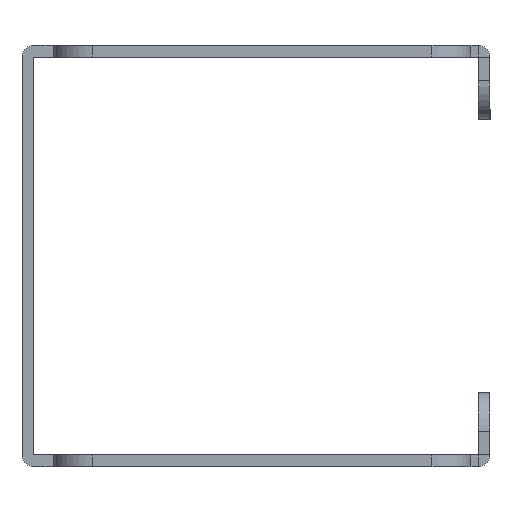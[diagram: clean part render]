
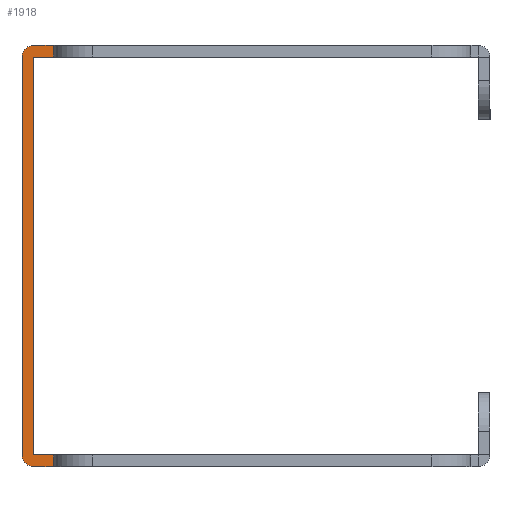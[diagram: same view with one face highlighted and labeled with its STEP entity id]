
A CAD part, left-side view. The second image highlights one B-rep face of the part: STEP entity #1918.
In plain terms, the highlighted planar face has unit normal (-1, 0, 0).
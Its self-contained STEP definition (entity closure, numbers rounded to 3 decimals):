
#62 = EDGE_CURVE ( 'NONE', #7228, #7225, #5979, .T. ) ;
#184 = EDGE_CURVE ( 'NONE', #7318, #7323, #6444, .T. ) ;
#215 = EDGE_CURVE ( 'NONE', #7342, #7340, #6370, .T. ) ;
#240 = EDGE_CURVE ( 'NONE', #7407, #7394, #5921, .T. ) ;
#241 = EDGE_CURVE ( 'NONE', #7318, #7342, #6207, .T. ) ;
#307 = EDGE_CURVE ( 'NONE', #6712, #7323, #1667, .T. ) ;
#309 = EDGE_CURVE ( 'NONE', #7225, #7340, #1653, .T. ) ;
#312 = EDGE_CURVE ( 'NONE', #7392, #6936, #1575, .T. ) ;
#314 = EDGE_CURVE ( 'NONE', #7412, #7228, #1322, .T. ) ;
#374 = EDGE_CURVE ( 'NONE', #6712, #6936, #1240, .T. ) ;
#478 = EDGE_CURVE ( 'NONE', #7394, #7392, #1138, .T. ) ;
#608 = CARTESIAN_POINT ( 'NONE',  ( 9.4, 0., -51. ) ) ;
#623 = DIRECTION ( 'NONE',  ( 0., 0., 1. ) ) ;
#861 = FACE_OUTER_BOUND ( 'NONE', #2641, .T. ) ;
#1138 = LINE ( 'NONE', #4813, #1381 ) ;
#1231 = VECTOR ( 'NONE', #623, 1000. ) ;
#1240 = LINE ( 'NONE', #608, #1231 ) ;
#1322 = CIRCLE ( 'NONE', #4531, 1.501 ) ;
#1381 = VECTOR ( 'NONE', #4812, 1000. ) ;
#1575 = CIRCLE ( 'NONE', #4529, 0.001 ) ;
#1653 = CIRCLE ( 'NONE', #4527, 1.501 ) ;
#1667 = CIRCLE ( 'NONE', #4525, 0.001 ) ;
#1918 = ADVANCED_FACE ( 'NONE', ( #861 ), #3128, .F. ) ;
#2350 = CARTESIAN_POINT ( 'NONE',  ( 9.4, -0.001, 1.5 ) ) ;
#2381 = CARTESIAN_POINT ( 'NONE',  ( 9.4, -2.5, 0. ) ) ;
#2384 = CARTESIAN_POINT ( 'NONE',  ( 9.4, -0.001, 0. ) ) ;
#2388 = CARTESIAN_POINT ( 'NONE',  ( 9.4, -2.5, 1.5 ) ) ;
#2641 = EDGE_LOOP ( 'NONE', ( #6923, #6770, #6788, #6761, #6833, #6842, #6797, #6806, #7067, #7022, #7031, #7049 ) ) ;
#3124 = DIRECTION ( 'NONE',  ( 0., 0., -1. ) ) ;
#3125 = DIRECTION ( 'NONE',  ( 1., 0., 0. ) ) ;
#3128 = PLANE ( 'NONE',  #5845 ) ;
#3131 = CARTESIAN_POINT ( 'NONE',  ( 9.4, -2.5, -55.25 ) ) ;
#3133 = DIRECTION ( 'NONE',  ( 0., 1., 0. ) ) ;
#3137 = CARTESIAN_POINT ( 'NONE',  ( 9.4, 0., 1.5 ) ) ;
#3355 = LINE ( 'NONE', #3137, #3407 ) ;
#3407 = VECTOR ( 'NONE', #3133, 1000. ) ;
#3597 = DIRECTION ( 'NONE',  ( 0., 0., -1. ) ) ;
#3608 = DIRECTION ( 'NONE',  ( -1., 0., 0. ) ) ;
#3611 = CARTESIAN_POINT ( 'NONE',  ( 9.4, -0.001, -0.001 ) ) ;
#3633 = DIRECTION ( 'NONE',  ( 0., 0., -1. ) ) ;
#3635 = DIRECTION ( 'NONE',  ( -1., 0., 0. ) ) ;
#3637 = DIRECTION ( 'NONE',  ( 0., 1., 0. ) ) ;
#3639 = CARTESIAN_POINT ( 'NONE',  ( 9.4, -0.001, -0.001 ) ) ;
#3672 = DIRECTION ( 'NONE',  ( 0., 0., -1. ) ) ;
#3675 = DIRECTION ( 'NONE',  ( -1., 0., 0. ) ) ;
#3678 = CARTESIAN_POINT ( 'NONE',  ( 9.4, -0.001, -50.999 ) ) ;
#3681 = CARTESIAN_POINT ( 'NONE',  ( 9.4, -57., -52.5 ) ) ;
#3700 = DIRECTION ( 'NONE',  ( 0., 0., -1. ) ) ;
#3702 = DIRECTION ( 'NONE',  ( -1., 0., 0. ) ) ;
#3705 = CARTESIAN_POINT ( 'NONE',  ( 9.4, -0.001, -50.999 ) ) ;
#3734 = CARTESIAN_POINT ( 'NONE',  ( 9.4, 1.5, -55.25 ) ) ;
#3740 = DIRECTION ( 'NONE',  ( 0., 0., -1. ) ) ;
#4229 = CARTESIAN_POINT ( 'NONE',  ( 9.4, -57., -51. ) ) ;
#4250 = DIRECTION ( 'NONE',  ( 0., 1., 0. ) ) ;
#4261 = DIRECTION ( 'NONE',  ( 0., 0., -1. ) ) ;
#4264 = CARTESIAN_POINT ( 'NONE',  ( 9.4, -2.5, -55.25 ) ) ;
#4265 = DIRECTION ( 'NONE',  ( 0., 0., -1. ) ) ;
#4282 = CARTESIAN_POINT ( 'NONE',  ( 9.4, -2.5, -55.25 ) ) ;
#4325 = EDGE_CURVE ( 'NONE', #7407, #7412, #3355, .T. ) ;
#4525 = AXIS2_PLACEMENT_3D ( 'NONE', #3705, #3702, #3700 ) ;
#4527 = AXIS2_PLACEMENT_3D ( 'NONE', #3678, #3675, #3672 ) ;
#4529 = AXIS2_PLACEMENT_3D ( 'NONE', #3639, #3635, #3633 ) ;
#4531 = AXIS2_PLACEMENT_3D ( 'NONE', #3611, #3608, #3597 ) ;
#4812 = DIRECTION ( 'NONE',  ( 0., 1., 0. ) ) ;
#4813 = CARTESIAN_POINT ( 'NONE',  ( 9.4, 0., 0. ) ) ;
#5845 = AXIS2_PLACEMENT_3D ( 'NONE', #3131, #3125, #3124 ) ;
#5921 = LINE ( 'NONE', #4282, #5966 ) ;
#5966 = VECTOR ( 'NONE', #4265, 1000. ) ;
#5979 = LINE ( 'NONE', #3734, #6409 ) ;
#6002 = VECTOR ( 'NONE', #4261, 1000. ) ;
#6207 = LINE ( 'NONE', #4264, #6002 ) ;
#6325 = VECTOR ( 'NONE', #3637, 1000. ) ;
#6370 = LINE ( 'NONE', #3681, #6325 ) ;
#6388 = VECTOR ( 'NONE', #4250, 1000. ) ;
#6409 = VECTOR ( 'NONE', #3740, 1000. ) ;
#6444 = LINE ( 'NONE', #4229, #6388 ) ;
#6712 = VERTEX_POINT ( 'NONE', #8028 ) ;
#6761 = ORIENTED_EDGE ( 'NONE', *, *, #215, .F. ) ;
#6770 = ORIENTED_EDGE ( 'NONE', *, *, #62, .T. ) ;
#6788 = ORIENTED_EDGE ( 'NONE', *, *, #309, .T. ) ;
#6797 = ORIENTED_EDGE ( 'NONE', *, *, #307, .F. ) ;
#6806 = ORIENTED_EDGE ( 'NONE', *, *, #374, .T. ) ;
#6833 = ORIENTED_EDGE ( 'NONE', *, *, #241, .F. ) ;
#6842 = ORIENTED_EDGE ( 'NONE', *, *, #184, .T. ) ;
#6923 = ORIENTED_EDGE ( 'NONE', *, *, #314, .T. ) ;
#6936 = VERTEX_POINT ( 'NONE', #7810 ) ;
#7022 = ORIENTED_EDGE ( 'NONE', *, *, #478, .F. ) ;
#7031 = ORIENTED_EDGE ( 'NONE', *, *, #240, .F. ) ;
#7049 = ORIENTED_EDGE ( 'NONE', *, *, #4325, .T. ) ;
#7067 = ORIENTED_EDGE ( 'NONE', *, *, #312, .F. ) ;
#7225 = VERTEX_POINT ( 'NONE', #8030 ) ;
#7228 = VERTEX_POINT ( 'NONE', #8151 ) ;
#7318 = VERTEX_POINT ( 'NONE', #7970 ) ;
#7323 = VERTEX_POINT ( 'NONE', #8156 ) ;
#7340 = VERTEX_POINT ( 'NONE', #8183 ) ;
#7342 = VERTEX_POINT ( 'NONE', #7925 ) ;
#7392 = VERTEX_POINT ( 'NONE', #2384 ) ;
#7394 = VERTEX_POINT ( 'NONE', #2381 ) ;
#7407 = VERTEX_POINT ( 'NONE', #2388 ) ;
#7412 = VERTEX_POINT ( 'NONE', #2350 ) ;
#7810 = CARTESIAN_POINT ( 'NONE',  ( 9.4, 0., -0.001 ) ) ;
#7925 = CARTESIAN_POINT ( 'NONE',  ( 9.4, -2.5, -52.5 ) ) ;
#7970 = CARTESIAN_POINT ( 'NONE',  ( 9.4, -2.5, -51. ) ) ;
#8028 = CARTESIAN_POINT ( 'NONE',  ( 9.4, 0., -50.999 ) ) ;
#8030 = CARTESIAN_POINT ( 'NONE',  ( 9.4, 1.5, -50.999 ) ) ;
#8151 = CARTESIAN_POINT ( 'NONE',  ( 9.4, 1.5, -0.001 ) ) ;
#8156 = CARTESIAN_POINT ( 'NONE',  ( 9.4, -0.001, -51. ) ) ;
#8183 = CARTESIAN_POINT ( 'NONE',  ( 9.4, -0.001, -52.5 ) ) ;
